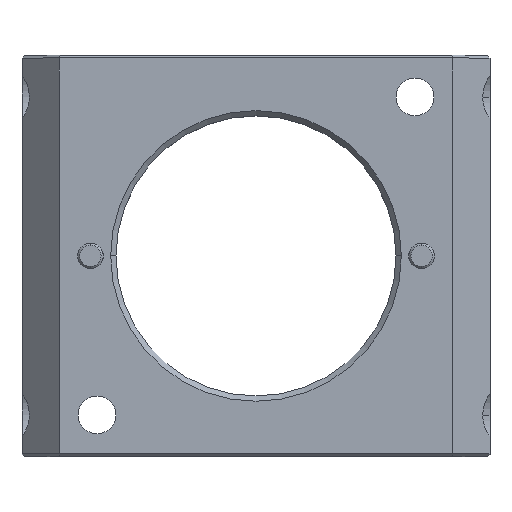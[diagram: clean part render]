
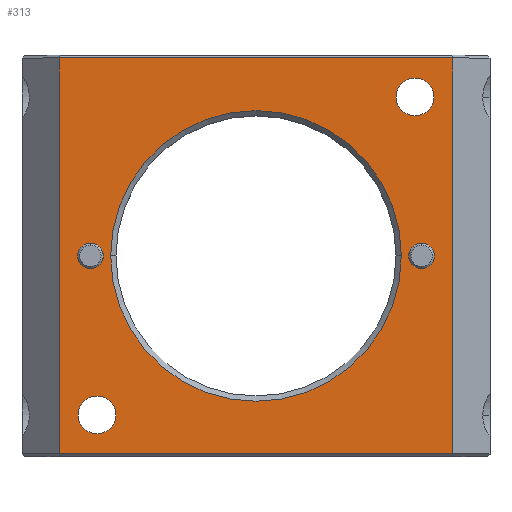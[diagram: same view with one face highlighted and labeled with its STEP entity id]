
A CAD part, top view. The second image highlights one B-rep face of the part: STEP entity #313.
In plain terms, the highlighted planar face has unit normal (0, 0, 1).
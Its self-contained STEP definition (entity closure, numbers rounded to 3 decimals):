
#86 = CARTESIAN_POINT ( 'NONE',  ( -16.825, 0., 2.79 ) ) ;
#110 = ORIENTED_EDGE ( 'NONE', *, *, #1504, .T. ) ;
#174 = VERTEX_POINT ( 'NONE', #4722 ) ;
#185 = ORIENTED_EDGE ( 'NONE', *, *, #4424, .T. ) ;
#190 = AXIS2_PLACEMENT_3D ( 'NONE', #2571, #4294, #3226 ) ;
#273 = EDGE_CURVE ( 'NONE', #2013, #3404, #5720, .T. ) ;
#313 = ADVANCED_FACE ( 'NONE', ( #3356, #6068, #507, #1850, #1663, #2995 ), #5568, .F. ) ;
#372 = CIRCLE ( 'NONE', #3450, 1.78 ) ;
#384 = ORIENTED_EDGE ( 'NONE', *, *, #6939, .T. ) ;
#507 = FACE_BOUND ( 'NONE', #1659, .T. ) ;
#566 = CARTESIAN_POINT ( 'NONE',  ( -15., -15., 2.79 ) ) ;
#628 = VECTOR ( 'NONE', #5652, 1000. ) ;
#630 = LINE ( 'NONE', #2202, #4376 ) ;
#900 = CARTESIAN_POINT ( 'NONE',  ( 15., 15., 2.79 ) ) ;
#906 = CARTESIAN_POINT ( 'NONE',  ( 13.22, 15., 2.79 ) ) ;
#925 = DIRECTION ( 'NONE',  ( 1., 0., 0. ) ) ;
#934 = ORIENTED_EDGE ( 'NONE', *, *, #4619, .T. ) ;
#967 = CIRCLE ( 'NONE', #4882, 13.71 ) ;
#976 = VERTEX_POINT ( 'NONE', #86 ) ;
#1086 = CARTESIAN_POINT ( 'NONE',  ( 18.575, -18.675, 2.79 ) ) ;
#1100 = DIRECTION ( 'NONE',  ( 0., 0., -1. ) ) ;
#1107 = DIRECTION ( 'NONE',  ( 0., 0., -1. ) ) ;
#1222 = EDGE_CURVE ( 'NONE', #174, #5004, #1628, .T. ) ;
#1259 = DIRECTION ( 'NONE',  ( 0., 0., -1. ) ) ;
#1351 = ORIENTED_EDGE ( 'NONE', *, *, #3798, .T. ) ;
#1411 = EDGE_CURVE ( 'NONE', #2254, #6700, #372, .T. ) ;
#1464 = LINE ( 'NONE', #5290, #3237 ) ;
#1468 = DIRECTION ( 'NONE',  ( 0., 0., -1. ) ) ;
#1504 = EDGE_CURVE ( 'NONE', #5004, #174, #5683, .T. ) ;
#1531 = VECTOR ( 'NONE', #3296, 1000. ) ;
#1560 = EDGE_CURVE ( 'NONE', #976, #4555, #5485, .T. ) ;
#1593 = DIRECTION ( 'NONE',  ( -1., 0., 0. ) ) ;
#1628 = CIRCLE ( 'NONE', #6810, 1.205 ) ;
#1659 = EDGE_LOOP ( 'NONE', ( #384, #5049 ) ) ;
#1663 = FACE_BOUND ( 'NONE', #6263, .T. ) ;
#1719 = DIRECTION ( 'NONE',  ( 0., 0., -1. ) ) ;
#1741 = AXIS2_PLACEMENT_3D ( 'NONE', #4122, #1259, #5185 ) ;
#1850 = FACE_BOUND ( 'NONE', #6900, .T. ) ;
#1864 = DIRECTION ( 'NONE',  ( 0., -1., 0. ) ) ;
#1961 = DIRECTION ( 'NONE',  ( -1., 0., 0. ) ) ;
#2013 = VERTEX_POINT ( 'NONE', #3729 ) ;
#2065 = EDGE_LOOP ( 'NONE', ( #6588, #4384 ) ) ;
#2106 = CARTESIAN_POINT ( 'NONE',  ( -13.71, 0., 2.79 ) ) ;
#2167 = AXIS2_PLACEMENT_3D ( 'NONE', #3903, #6172, #1593 ) ;
#2202 = CARTESIAN_POINT ( 'NONE',  ( 18.575, 18.925, 2.79 ) ) ;
#2230 = DIRECTION ( 'NONE',  ( 1., 0., 0. ) ) ;
#2254 = VERTEX_POINT ( 'NONE', #4016 ) ;
#2443 = ORIENTED_EDGE ( 'NONE', *, *, #1222, .T. ) ;
#2465 = CIRCLE ( 'NONE', #190, 13.71 ) ;
#2469 = ORIENTED_EDGE ( 'NONE', *, *, #5120, .T. ) ;
#2515 = DIRECTION ( 'NONE',  ( 0., 0., -1. ) ) ;
#2550 = CARTESIAN_POINT ( 'NONE',  ( 13.71, 0., 2.79 ) ) ;
#2571 = CARTESIAN_POINT ( 'NONE',  ( 0., 0., 2.79 ) ) ;
#2617 = VERTEX_POINT ( 'NONE', #7341 ) ;
#2811 = AXIS2_PLACEMENT_3D ( 'NONE', #5097, #7395, #2230 ) ;
#2841 = CIRCLE ( 'NONE', #2167, 1.78 ) ;
#2849 = ORIENTED_EDGE ( 'NONE', *, *, #1560, .T. ) ;
#2995 = FACE_OUTER_BOUND ( 'NONE', #4591, .T. ) ;
#3045 = LINE ( 'NONE', #4972, #1531 ) ;
#3153 = CARTESIAN_POINT ( 'NONE',  ( -16.78, -15., 2.79 ) ) ;
#3226 = DIRECTION ( 'NONE',  ( -1., 0., 0. ) ) ;
#3227 = ORIENTED_EDGE ( 'NONE', *, *, #6452, .F. ) ;
#3237 = VECTOR ( 'NONE', #1864, 1000. ) ;
#3296 = DIRECTION ( 'NONE',  ( -1., 0., 0. ) ) ;
#3356 = FACE_BOUND ( 'NONE', #6845, .T. ) ;
#3404 = VERTEX_POINT ( 'NONE', #906 ) ;
#3450 = AXIS2_PLACEMENT_3D ( 'NONE', #4029, #1107, #3952 ) ;
#3501 = CARTESIAN_POINT ( 'NONE',  ( -14.415, 0., 2.79 ) ) ;
#3556 = EDGE_CURVE ( 'NONE', #3929, #5168, #967, .T. ) ;
#3729 = CARTESIAN_POINT ( 'NONE',  ( 16.78, 15., 2.79 ) ) ;
#3798 = EDGE_CURVE ( 'NONE', #5168, #3929, #2465, .T. ) ;
#3903 = CARTESIAN_POINT ( 'NONE',  ( 15., 15., 2.79 ) ) ;
#3922 = ORIENTED_EDGE ( 'NONE', *, *, #5553, .T. ) ;
#3929 = VERTEX_POINT ( 'NONE', #2550 ) ;
#3952 = DIRECTION ( 'NONE',  ( -1., 0., 0. ) ) ;
#4016 = CARTESIAN_POINT ( 'NONE',  ( -13.22, -15., 2.79 ) ) ;
#4029 = CARTESIAN_POINT ( 'NONE',  ( -15., -15., 2.79 ) ) ;
#4075 = ORIENTED_EDGE ( 'NONE', *, *, #3556, .T. ) ;
#4122 = CARTESIAN_POINT ( 'NONE',  ( 15.62, 0., 2.79 ) ) ;
#4195 = CARTESIAN_POINT ( 'NONE',  ( 16.825, 0., 2.79 ) ) ;
#4294 = DIRECTION ( 'NONE',  ( 0., 0., -1. ) ) ;
#4376 = VECTOR ( 'NONE', #4404, 1000. ) ;
#4384 = ORIENTED_EDGE ( 'NONE', *, *, #273, .T. ) ;
#4404 = DIRECTION ( 'NONE',  ( 0., -1., 0. ) ) ;
#4424 = EDGE_CURVE ( 'NONE', #4555, #976, #6759, .T. ) ;
#4514 = CARTESIAN_POINT ( 'NONE',  ( -22.075, 18.925, 2.79 ) ) ;
#4555 = VERTEX_POINT ( 'NONE', #3501 ) ;
#4591 = EDGE_LOOP ( 'NONE', ( #934, #3922, #3227, #2469 ) ) ;
#4619 = EDGE_CURVE ( 'NONE', #5597, #2617, #1464, .T. ) ;
#4722 = CARTESIAN_POINT ( 'NONE',  ( 14.415, 0., 2.79 ) ) ;
#4882 = AXIS2_PLACEMENT_3D ( 'NONE', #5070, #5680, #5603 ) ;
#4908 = CARTESIAN_POINT ( 'NONE',  ( 15.62, 0., 2.79 ) ) ;
#4922 = LINE ( 'NONE', #1086, #628 ) ;
#4955 = AXIS2_PLACEMENT_3D ( 'NONE', #566, #1719, #5769 ) ;
#4972 = CARTESIAN_POINT ( 'NONE',  ( -22.075, 18.675, 2.79 ) ) ;
#5004 = VERTEX_POINT ( 'NONE', #4195 ) ;
#5049 = ORIENTED_EDGE ( 'NONE', *, *, #1411, .T. ) ;
#5070 = CARTESIAN_POINT ( 'NONE',  ( 0., 0., 2.79 ) ) ;
#5097 = CARTESIAN_POINT ( 'NONE',  ( -15.62, 0., 2.79 ) ) ;
#5120 = EDGE_CURVE ( 'NONE', #5325, #5597, #3045, .T. ) ;
#5168 = VERTEX_POINT ( 'NONE', #2106 ) ;
#5185 = DIRECTION ( 'NONE',  ( -1., 0., 0. ) ) ;
#5290 = CARTESIAN_POINT ( 'NONE',  ( -18.575, 18.925, 2.79 ) ) ;
#5325 = VERTEX_POINT ( 'NONE', #7114 ) ;
#5346 = VERTEX_POINT ( 'NONE', #6967 ) ;
#5485 = CIRCLE ( 'NONE', #7262, 1.205 ) ;
#5553 = EDGE_CURVE ( 'NONE', #2617, #5346, #4922, .T. ) ;
#5568 = PLANE ( 'NONE',  #6007 ) ;
#5597 = VERTEX_POINT ( 'NONE', #6225 ) ;
#5603 = DIRECTION ( 'NONE',  ( -1., 0., 0. ) ) ;
#5646 = EDGE_CURVE ( 'NONE', #3404, #2013, #2841, .T. ) ;
#5652 = DIRECTION ( 'NONE',  ( 1., 0., 0. ) ) ;
#5680 = DIRECTION ( 'NONE',  ( 0., 0., -1. ) ) ;
#5683 = CIRCLE ( 'NONE', #1741, 1.205 ) ;
#5720 = CIRCLE ( 'NONE', #7097, 1.78 ) ;
#5769 = DIRECTION ( 'NONE',  ( -1., 0., 0. ) ) ;
#5969 = CARTESIAN_POINT ( 'NONE',  ( -15.62, 0., 2.79 ) ) ;
#6007 = AXIS2_PLACEMENT_3D ( 'NONE', #4514, #1100, #6218 ) ;
#6047 = DIRECTION ( 'NONE',  ( 0., 0., -1. ) ) ;
#6068 = FACE_BOUND ( 'NONE', #2065, .T. ) ;
#6172 = DIRECTION ( 'NONE',  ( 0., 0., -1. ) ) ;
#6218 = DIRECTION ( 'NONE',  ( -1., 0., 0. ) ) ;
#6225 = CARTESIAN_POINT ( 'NONE',  ( -18.575, 18.675, 2.79 ) ) ;
#6263 = EDGE_LOOP ( 'NONE', ( #185, #2849 ) ) ;
#6452 = EDGE_CURVE ( 'NONE', #5325, #5346, #630, .T. ) ;
#6588 = ORIENTED_EDGE ( 'NONE', *, *, #5646, .T. ) ;
#6700 = VERTEX_POINT ( 'NONE', #3153 ) ;
#6759 = CIRCLE ( 'NONE', #2811, 1.205 ) ;
#6810 = AXIS2_PLACEMENT_3D ( 'NONE', #4908, #6047, #1961 ) ;
#6845 = EDGE_LOOP ( 'NONE', ( #4075, #1351 ) ) ;
#6900 = EDGE_LOOP ( 'NONE', ( #2443, #110 ) ) ;
#6939 = EDGE_CURVE ( 'NONE', #6700, #2254, #7144, .T. ) ;
#6967 = CARTESIAN_POINT ( 'NONE',  ( 18.575, -18.675, 2.79 ) ) ;
#7097 = AXIS2_PLACEMENT_3D ( 'NONE', #900, #1468, #7256 ) ;
#7114 = CARTESIAN_POINT ( 'NONE',  ( 18.575, 18.675, 2.79 ) ) ;
#7144 = CIRCLE ( 'NONE', #4955, 1.78 ) ;
#7256 = DIRECTION ( 'NONE',  ( -1., 0., 0. ) ) ;
#7262 = AXIS2_PLACEMENT_3D ( 'NONE', #5969, #2515, #925 ) ;
#7341 = CARTESIAN_POINT ( 'NONE',  ( -18.575, -18.675, 2.79 ) ) ;
#7395 = DIRECTION ( 'NONE',  ( 0., 0., -1. ) ) ;
